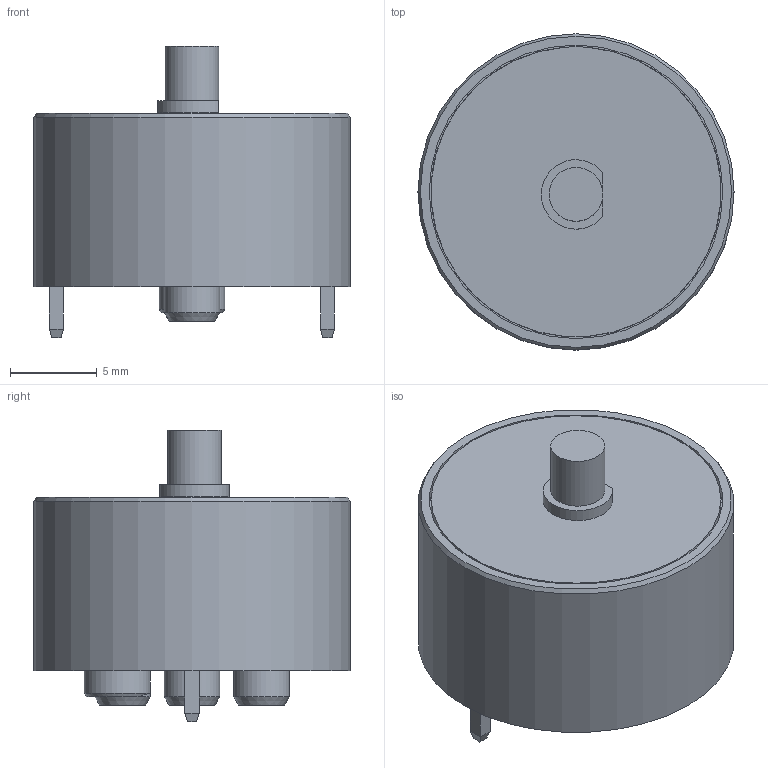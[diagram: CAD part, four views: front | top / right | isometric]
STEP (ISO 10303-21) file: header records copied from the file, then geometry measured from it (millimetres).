
FILE_DESCRIPTION(/* description */ (''),/* implementation_level */ '2;1');
FILE_NAME(/* name */ 'PTSL_representative contact_ipt.stp',/* time_stamp */ '2016-09-09T08:57:36+02:00',/* author */ ('mharscher'),/* organization */ (''),/* preprocessor_version */ 'ST-DEVELOPER v15.2',/* originating_system */ 'Autodesk Inventor 2014',/* authorisation */ '');
FILE_SCHEMA (('CONFIG_CONTROL_DESIGN'));
Length unit declared in the file: centimetre
Products named in the file (1): PTSLI_AU_representative contact_ipt
Bounding box: 18.2 x 18.2 x 16.8 mm (x, y, z)
Volume: 2677.9 mm3; surface area: 1311.5 mm2
Topology: 1 solids, 1 shells, 193 faces, 478 edges, 303 vertices
Faces by surface type: plane 142, cylinder 46, cone 5
Full cylindrical faces by diameter (mm): 1 x2, 3.1 x1, 3.2 x2, 3.8 x1, 16.9 x1, 18.2 x1
Entity records: 5612 total; most frequent: CARTESIAN_POINT 1015, DIRECTION 941, ORIENTED_EDGE 936, EDGE_CURVE 460, LINE 345, VECTOR 345, VERTEX_POINT 298, AXIS2_PLACEMENT_3D 298
